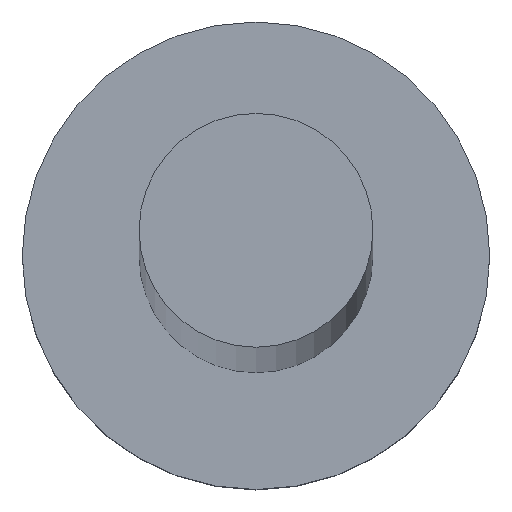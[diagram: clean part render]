
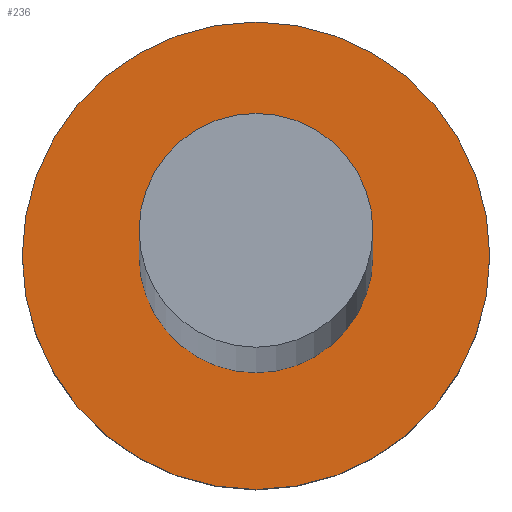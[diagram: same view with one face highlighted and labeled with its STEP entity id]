
A CAD part, top view. The second image highlights one B-rep face of the part: STEP entity #236.
In plain terms, the highlighted planar face has unit normal (0, 0, 1).
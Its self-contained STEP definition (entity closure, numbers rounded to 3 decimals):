
#2 = PLANE ( 'NONE',  #119 ) ;
#6 = DIRECTION ( 'NONE',  ( 1., 0., 0. ) ) ;
#15 = VERTEX_POINT ( 'NONE', #114 ) ;
#20 = DIRECTION ( 'NONE',  ( 1., 0., 0. ) ) ;
#21 = FACE_OUTER_BOUND ( 'NONE', #171, .T. ) ;
#22 = CIRCLE ( 'NONE', #193, 1. ) ;
#29 = CARTESIAN_POINT ( 'NONE',  ( 0., 0., 2. ) ) ;
#42 = CARTESIAN_POINT ( 'NONE',  ( 1., 0., 2. ) ) ;
#50 = DIRECTION ( 'NONE',  ( 0., 0., 1. ) ) ;
#51 = EDGE_CURVE ( 'NONE', #222, #15, #22, .T. ) ;
#54 = VERTEX_POINT ( 'NONE', #239 ) ;
#55 = CARTESIAN_POINT ( 'NONE',  ( 0., 0., 2. ) ) ;
#57 = DIRECTION ( 'NONE',  ( 0., 0., 1. ) ) ;
#61 = DIRECTION ( 'NONE',  ( 0., 0., 1. ) ) ;
#64 = CARTESIAN_POINT ( 'NONE',  ( 0., 0., 2. ) ) ;
#69 = DIRECTION ( 'NONE',  ( 1., 0., 0. ) ) ;
#74 = AXIS2_PLACEMENT_3D ( 'NONE', #211, #61, #124 ) ;
#75 = EDGE_CURVE ( 'NONE', #15, #222, #94, .T. ) ;
#91 = ORIENTED_EDGE ( 'NONE', *, *, #51, .F. ) ;
#94 = CIRCLE ( 'NONE', #143, 1. ) ;
#99 = DIRECTION ( 'NONE',  ( 0., 0., 1. ) ) ;
#114 = CARTESIAN_POINT ( 'NONE',  ( -1., 0., 2. ) ) ;
#119 = AXIS2_PLACEMENT_3D ( 'NONE', #64, #99, #20 ) ;
#124 = DIRECTION ( 'NONE',  ( 1., 0., 0. ) ) ;
#134 = EDGE_CURVE ( 'NONE', #226, #54, #224, .T. ) ;
#139 = AXIS2_PLACEMENT_3D ( 'NONE', #29, #179, #6 ) ;
#143 = AXIS2_PLACEMENT_3D ( 'NONE', #55, #57, #177 ) ;
#151 = ORIENTED_EDGE ( 'NONE', *, *, #75, .F. ) ;
#152 = CARTESIAN_POINT ( 'NONE',  ( 0., 0., 2. ) ) ;
#154 = ORIENTED_EDGE ( 'NONE', *, *, #207, .T. ) ;
#159 = CIRCLE ( 'NONE', #74, 2. ) ;
#171 = EDGE_LOOP ( 'NONE', ( #154, #185 ) ) ;
#177 = DIRECTION ( 'NONE',  ( 1., 0., 0. ) ) ;
#179 = DIRECTION ( 'NONE',  ( 0., 0., 1. ) ) ;
#185 = ORIENTED_EDGE ( 'NONE', *, *, #134, .T. ) ;
#193 = AXIS2_PLACEMENT_3D ( 'NONE', #152, #50, #69 ) ;
#207 = EDGE_CURVE ( 'NONE', #54, #226, #159, .T. ) ;
#211 = CARTESIAN_POINT ( 'NONE',  ( 0., 0., 2. ) ) ;
#214 = CARTESIAN_POINT ( 'NONE',  ( 2., 0., 2. ) ) ;
#222 = VERTEX_POINT ( 'NONE', #42 ) ;
#224 = CIRCLE ( 'NONE', #139, 2. ) ;
#226 = VERTEX_POINT ( 'NONE', #214 ) ;
#227 = EDGE_LOOP ( 'NONE', ( #151, #91 ) ) ;
#236 = ADVANCED_FACE ( 'NONE', ( #253, #21 ), #2, .T. ) ;
#239 = CARTESIAN_POINT ( 'NONE',  ( -2., 0., 2. ) ) ;
#253 = FACE_BOUND ( 'NONE', #227, .T. ) ;
